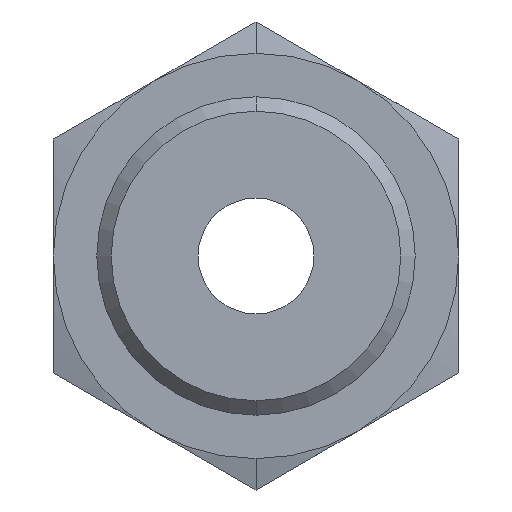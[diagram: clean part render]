
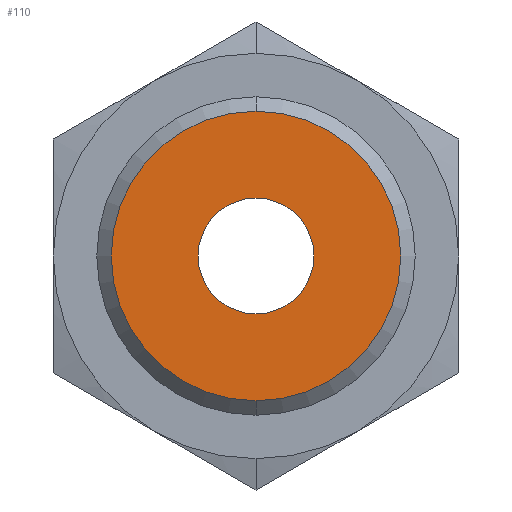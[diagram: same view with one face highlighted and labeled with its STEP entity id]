
A CAD part, front view. The second image highlights one B-rep face of the part: STEP entity #110.
In plain terms, the highlighted planar face has unit normal (0, -1, 0).
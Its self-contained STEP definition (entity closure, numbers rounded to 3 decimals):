
#110=ADVANCED_FACE('',(#233,#234),#235,.F.);
#233=FACE_OUTER_BOUND('',#364,.T.);
#234=FACE_BOUND('',#365,.T.);
#235=PLANE('',#366);
#364=EDGE_LOOP('',(#621,#622));
#365=EDGE_LOOP('',(#623,#624));
#366=AXIS2_PLACEMENT_3D('',#625,#626,#627);
#621=ORIENTED_EDGE('',*,*,#849,.T.);
#622=ORIENTED_EDGE('',*,*,#766,.T.);
#623=ORIENTED_EDGE('',*,*,#850,.T.);
#624=ORIENTED_EDGE('',*,*,#776,.T.);
#625=CARTESIAN_POINT('',(5.5,-23.5,0.0));
#626=DIRECTION('',(0.,1.0,0.0));
#627=DIRECTION('',(0.0,0.0,1.0));
#766=EDGE_CURVE('',#906,#907,#908,.T.);
#776=EDGE_CURVE('',#924,#925,#926,.T.);
#849=EDGE_CURVE('',#907,#906,#1021,.T.);
#850=EDGE_CURVE('',#925,#924,#1022,.T.);
#906=VERTEX_POINT('',#1096);
#907=VERTEX_POINT('',#1097);
#908=CIRCLE('',#1098,5.0);
#924=VERTEX_POINT('',#1118);
#925=VERTEX_POINT('',#1119);
#926=CIRCLE('',#1120,2.0);
#1021=CIRCLE('',#1297,5.0);
#1022=CIRCLE('',#1298,2.0);
#1096=CARTESIAN_POINT('',(0.,-23.5,-5.0));
#1097=CARTESIAN_POINT('',(0.,-23.5,5.0));
#1098=AXIS2_PLACEMENT_3D('',#1340,#1341,#1342);
#1118=CARTESIAN_POINT('',(0.,-23.5,-2.0));
#1119=CARTESIAN_POINT('',(0.,-23.5,2.0));
#1120=AXIS2_PLACEMENT_3D('',#1356,#1357,#1358);
#1297=AXIS2_PLACEMENT_3D('',#1439,#1440,#1441);
#1298=AXIS2_PLACEMENT_3D('',#1442,#1443,#1444);
#1340=CARTESIAN_POINT('',(0.,-23.5,0.0));
#1341=DIRECTION('',(0.,-1.0,0.0));
#1342=DIRECTION('',(0.0,0.0,1.0));
#1356=CARTESIAN_POINT('',(0.,-23.5,0.0));
#1357=DIRECTION('',(0.,1.0,0.0));
#1358=DIRECTION('',(0.0,0.0,1.0));
#1439=CARTESIAN_POINT('',(0.,-23.5,0.0));
#1440=DIRECTION('',(0.,-1.0,0.0));
#1441=DIRECTION('',(0.0,0.0,1.0));
#1442=CARTESIAN_POINT('',(0.,-23.5,0.0));
#1443=DIRECTION('',(0.,1.0,0.0));
#1444=DIRECTION('',(0.0,0.0,1.0));
